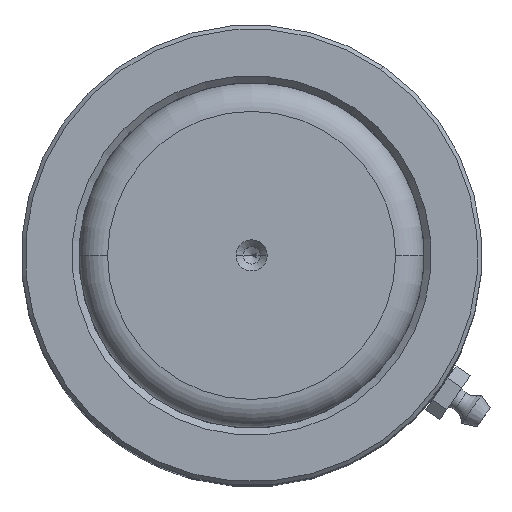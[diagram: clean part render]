
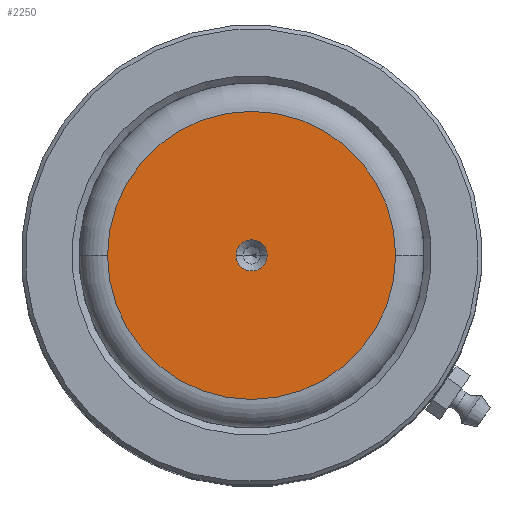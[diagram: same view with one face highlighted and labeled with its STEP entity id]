
A CAD part, top view. The second image highlights one B-rep face of the part: STEP entity #2250.
In plain terms, the highlighted planar face has unit normal (0, 0, 1).
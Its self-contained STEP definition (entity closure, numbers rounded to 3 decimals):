
#423 = ORIENTED_EDGE ( 'NONE', *, *, #5071, .F. ) ;
#481 = DIRECTION ( 'NONE',  ( 1., 0., 0. ) ) ;
#761 = CARTESIAN_POINT ( 'NONE',  ( 0., 0., 212. ) ) ;
#1180 = VERTEX_POINT ( 'NONE', #4214 ) ;
#1388 = AXIS2_PLACEMENT_3D ( 'NONE', #6132, #6036, #7495 ) ;
#1541 = CIRCLE ( 'NONE', #1388, 2.7 ) ;
#1876 = CIRCLE ( 'NONE', #3507, 25.017 ) ;
#2095 = ORIENTED_EDGE ( 'NONE', *, *, #6424, .F. ) ;
#2141 = DIRECTION ( 'NONE',  ( 1., 0., 0. ) ) ;
#2250 = ADVANCED_FACE ( 'NONE', ( #3248, #7577 ), #5532, .T. ) ;
#2254 = EDGE_CURVE ( 'NONE', #2764, #1180, #1876, .T. ) ;
#2509 = CARTESIAN_POINT ( 'NONE',  ( -2.7, 0., 212. ) ) ;
#2558 = CIRCLE ( 'NONE', #3790, 2.7 ) ;
#2764 = VERTEX_POINT ( 'NONE', #3870 ) ;
#3248 = FACE_BOUND ( 'NONE', #8820, .T. ) ;
#3357 = DIRECTION ( 'NONE',  ( 1., 0., 0. ) ) ;
#3388 = DIRECTION ( 'NONE',  ( 0., 0., 1. ) ) ;
#3507 = AXIS2_PLACEMENT_3D ( 'NONE', #7772, #3388, #481 ) ;
#3545 = DIRECTION ( 'NONE',  ( 0., 0., 1. ) ) ;
#3790 = AXIS2_PLACEMENT_3D ( 'NONE', #7982, #3545, #2141 ) ;
#3870 = CARTESIAN_POINT ( 'NONE',  ( 25.017, 0., 212. ) ) ;
#4148 = DIRECTION ( 'NONE',  ( 0., 0., 1. ) ) ;
#4214 = CARTESIAN_POINT ( 'NONE',  ( -25.017, 0., 212. ) ) ;
#4323 = AXIS2_PLACEMENT_3D ( 'NONE', #761, #6599, #9400 ) ;
#4767 = EDGE_CURVE ( 'NONE', #1180, #2764, #7589, .T. ) ;
#4821 = AXIS2_PLACEMENT_3D ( 'NONE', #4839, #4148, #3357 ) ;
#4839 = CARTESIAN_POINT ( 'NONE',  ( 0., 0., 212. ) ) ;
#5071 = EDGE_CURVE ( 'NONE', #7981, #7912, #1541, .T. ) ;
#5532 = PLANE ( 'NONE',  #4821 ) ;
#5624 = ORIENTED_EDGE ( 'NONE', *, *, #2254, .T. ) ;
#6036 = DIRECTION ( 'NONE',  ( 0., 0., 1. ) ) ;
#6132 = CARTESIAN_POINT ( 'NONE',  ( 0., 0., 212. ) ) ;
#6360 = EDGE_LOOP ( 'NONE', ( #5624, #9004 ) ) ;
#6424 = EDGE_CURVE ( 'NONE', #7912, #7981, #2558, .T. ) ;
#6599 = DIRECTION ( 'NONE',  ( 0., 0., 1. ) ) ;
#7495 = DIRECTION ( 'NONE',  ( 1., 0., 0. ) ) ;
#7561 = CARTESIAN_POINT ( 'NONE',  ( 2.7, 0., 212. ) ) ;
#7577 = FACE_OUTER_BOUND ( 'NONE', #6360, .T. ) ;
#7589 = CIRCLE ( 'NONE', #4323, 25.017 ) ;
#7772 = CARTESIAN_POINT ( 'NONE',  ( 0., 0., 212. ) ) ;
#7912 = VERTEX_POINT ( 'NONE', #2509 ) ;
#7981 = VERTEX_POINT ( 'NONE', #7561 ) ;
#7982 = CARTESIAN_POINT ( 'NONE',  ( 0., 0., 212. ) ) ;
#8820 = EDGE_LOOP ( 'NONE', ( #423, #2095 ) ) ;
#9004 = ORIENTED_EDGE ( 'NONE', *, *, #4767, .T. ) ;
#9400 = DIRECTION ( 'NONE',  ( 1., 0., 0. ) ) ;
